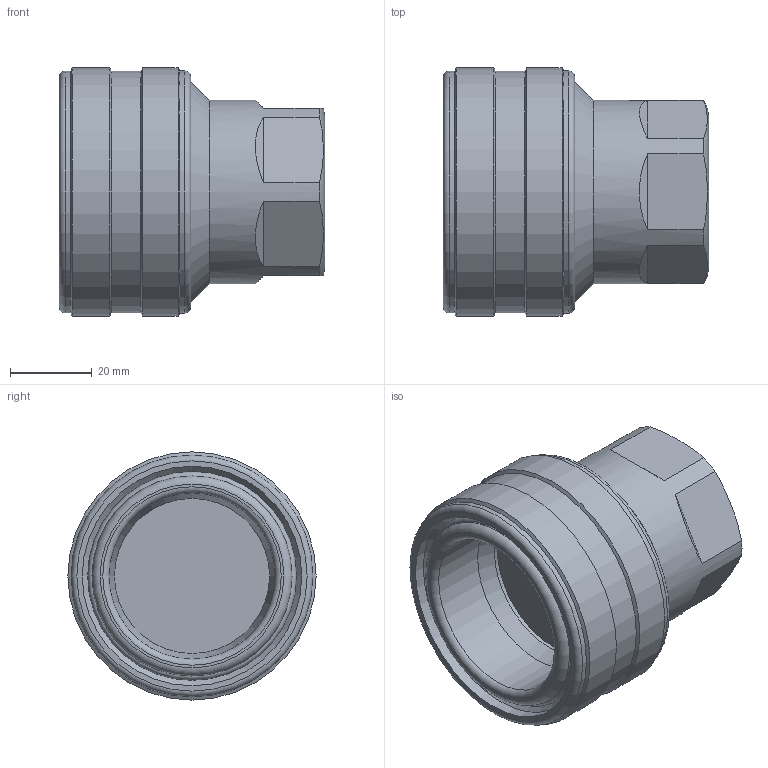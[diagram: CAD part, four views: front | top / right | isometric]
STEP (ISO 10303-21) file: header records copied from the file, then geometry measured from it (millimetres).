
FILE_DESCRIPTION (( 'STEP AP214' ), '1' );
FILE_NAME ('BB25.1105_ICOSJV.STEP', '2016-09-21T15:35:35', ( '' ), ( '' ), 'SwSTEP 2.0', 'SolidWorks 2016', '' );
FILE_SCHEMA (( 'AUTOMOTIVE_DESIGN' ));
Length unit declared in the file: millimetre
Products named in the file (1): BB25.1105_ICOSJV
Bounding box: 65 x 60.79 x 60.79 mm (x, y, z)
Volume: 100108.9 mm3; surface area: 21171.6 mm2
Topology: 1 solids, 1 shells, 46 faces, 97 edges, 57 vertices
Faces by surface type: plane 18, cylinder 11, cone 11, torus 6
Full cylindrical faces by diameter (mm): 30.2 x1, 38 x1, 40.7 x1, 45 x1, 49 x1, 53.766 x1, 59.21 x2, 59.301 x1, 60.791 x2
Entity records: 1194 total; most frequent: CARTESIAN_POINT 295, DIRECTION 188, ORIENTED_EDGE 136, AXIS2_PLACEMENT_3D 85, EDGE_LOOP 78, EDGE_CURVE 68, FACE_OUTER_BOUND 63, VERTEX_POINT 56
